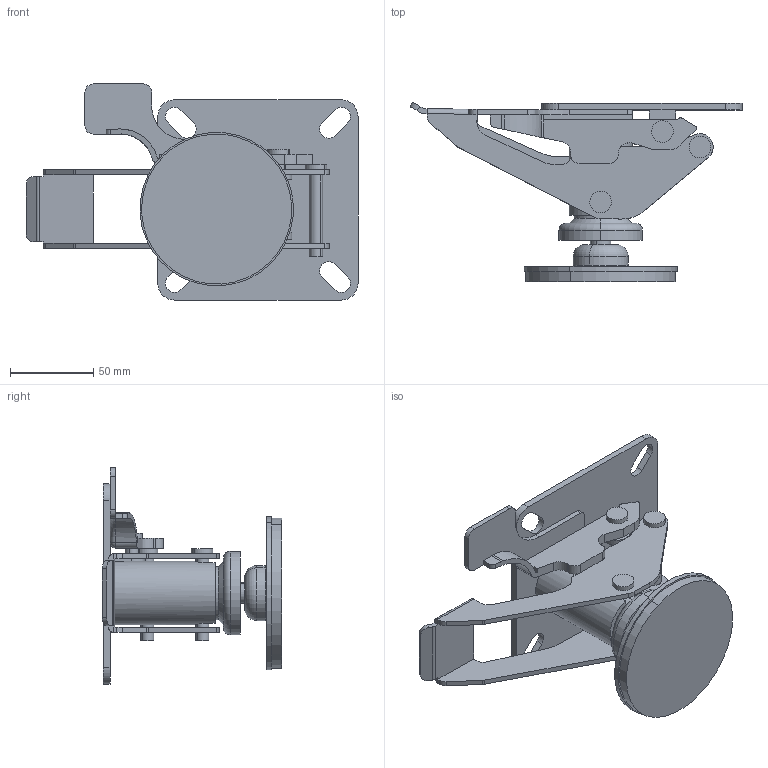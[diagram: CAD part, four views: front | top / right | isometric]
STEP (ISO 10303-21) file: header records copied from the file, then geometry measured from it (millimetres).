
FILE_DESCRIPTION (( 'STEP AP203' ), '1' );
FILE_NAME ('sone3D.STEP', '2017-05-23T06:59:30', ( '' ), ( '' ), 'SwSTEP 2.0', 'SolidWorks 2014', '' );
FILE_SCHEMA (( 'CONFIG_CONTROL_DESIGN' ));
Length unit declared in the file: millimetre
Products named in the file (7): K-910-4儕儕乕僗儁僟儖_; sone3D; K-910-4ベース_; K-910-4僗儔僀僪僼僢僩_; K-910-4フット_; K-910-4儘僢僋儁僟儖_; K-910-4シャフト_
Assembly tree (8 placements, depth 2):
  sone3D
    K-910-4ベース_
    K-910-4僗儔僀僪僼僢僩_
    K-910-4フット_
    K-910-4儘僢僋儁僟儖_
    K-910-4シャフト_  x3
    K-910-4儕儕乕僗儁僟儖_
Bounding box: 199.01 x 107.73 x 129.5 mm (x, y, z)
Volume: 230030.1 mm3; surface area: 119048.8 mm2
Topology: 8 solids, 8 shells, 246 faces, 646 edges, 425 vertices
Faces by surface type: cylinder 126, plane 108, torus 10, cone 2
Entity records: 8568 total; most frequent: CARTESIAN_POINT 1744, DIRECTION 1314, ORIENTED_EDGE 1244, EDGE_CURVE 622, AXIS2_PLACEMENT_3D 481, VERTEX_POINT 409, VECTOR 352, LINE 352
